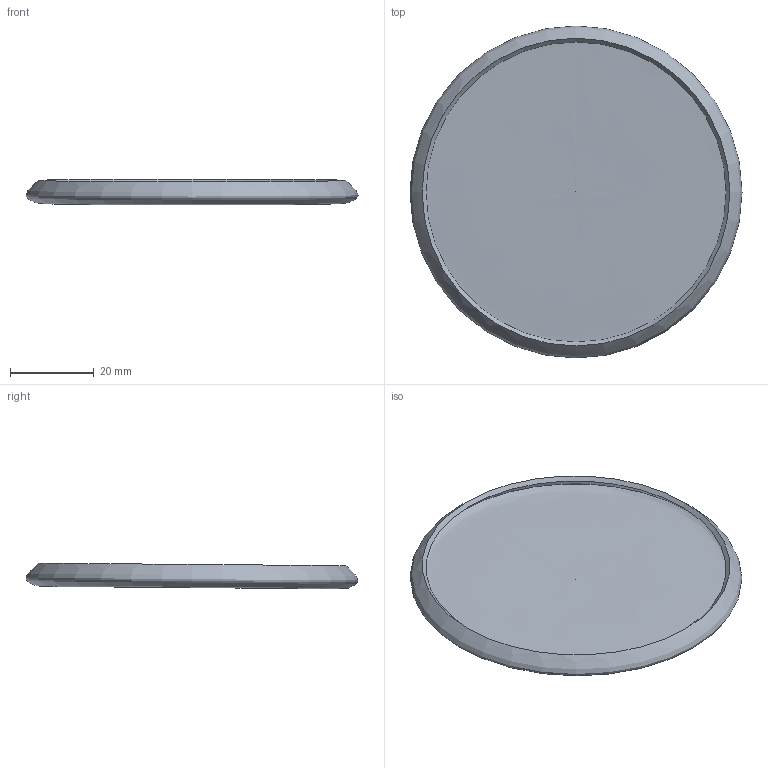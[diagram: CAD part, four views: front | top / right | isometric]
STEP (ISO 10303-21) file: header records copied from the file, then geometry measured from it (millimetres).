
FILE_DESCRIPTION(/* description */ (''),/* implementation_level */ '2;1');
FILE_NAME(/* name */ 'SDG - Falcon.step',/* time_stamp */ '2023-04-28T12:59:33-07:00',/* author */ (''),/* organization */ (''),/* preprocessor_version */ 'ST-DEVELOPER v19.2',/* originating_system */ 'Autodesk Translation Framework v12.4.0.73',/* authorisation */ '');
FILE_SCHEMA (('AUTOMOTIVE_DESIGN { 1 0 10303 214 3 1 1 }'));
Length unit declared in the file: millimetre
Products named in the file (2): Small Disc Golf Set; Falcon
Assembly tree (1 placements, depth 2):
  Small Disc Golf Set
    Falcon
Bounding box: 79.2 x 79.2 x 6.13 mm (x, y, z)
Volume: 7323.1 mm3; surface area: 12019.6 mm2
Topology: 1 solids, 1 shells, 4 faces, 11 edges, 7 vertices
Faces by surface type: bspline 3, cone 1
Entity records: 670 total; most frequent: CARTESIAN_POINT 537, DIRECTION 19, ORIENTED_EDGE 18, EDGE_CURVE 9, AXIS2_PLACEMENT_3D 9, VERTEX_POINT 7, CIRCLE 5, FACE_OUTER_BOUND 4
